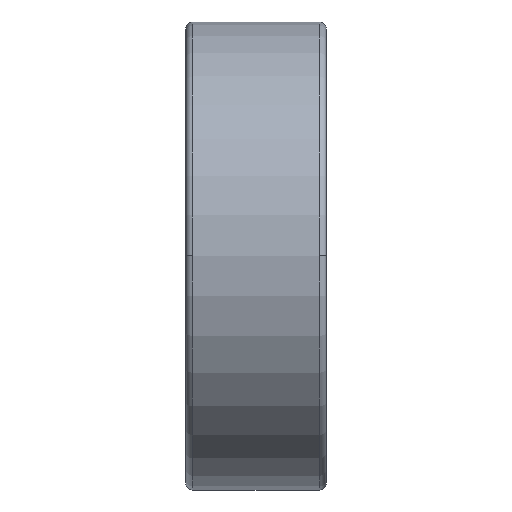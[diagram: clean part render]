
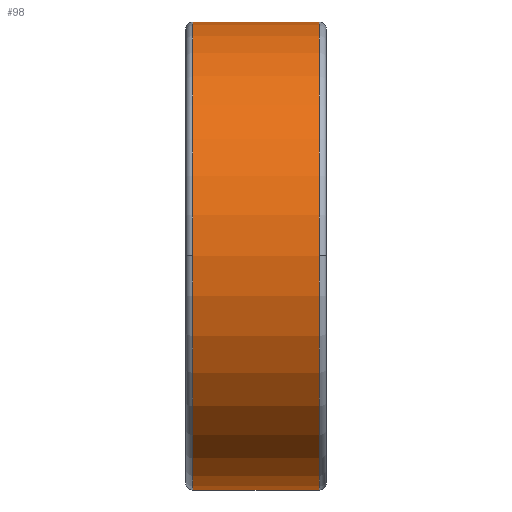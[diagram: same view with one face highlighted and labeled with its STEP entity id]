
A CAD part, top view. The second image highlights one B-rep face of the part: STEP entity #98.
In plain terms, the highlighted cylindrical face has radius 10 mm (diameter 20 mm), a partial arc.
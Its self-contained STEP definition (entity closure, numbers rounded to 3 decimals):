
#98=ADVANCED_FACE('',(#237),#238,.T.);
#237=FACE_OUTER_BOUND('',#499,.T.);
#238=CYLINDRICAL_SURFACE('',#500,10.0);
#499=EDGE_LOOP('',(#883,#884,#885,#886,#887,#888));
#500=AXIS2_PLACEMENT_3D('',#889,#890,#891);
#883=ORIENTED_EDGE('',*,*,#1655,.F.);
#884=ORIENTED_EDGE('',*,*,#1656,.T.);
#885=ORIENTED_EDGE('',*,*,#1657,.T.);
#886=ORIENTED_EDGE('',*,*,#1658,.F.);
#887=ORIENTED_EDGE('',*,*,#1659,.F.);
#888=ORIENTED_EDGE('',*,*,#1651,.F.);
#889=CARTESIAN_POINT('',(3.0,0.0,0.0));
#890=DIRECTION('',(1.0,0.0,0.0));
#891=DIRECTION('',(0.0,1.0,0.0));
#1651=EDGE_CURVE('',#1954,#1956,#1957,.T.);
#1655=EDGE_CURVE('',#1963,#1954,#1964,.T.);
#1656=EDGE_CURVE('',#1963,#1965,#1966,.T.);
#1657=EDGE_CURVE('',#1965,#1967,#1968,.T.);
#1658=EDGE_CURVE('',#1969,#1967,#1970,.T.);
#1659=EDGE_CURVE('',#1956,#1969,#1971,.T.);
#1954=VERTEX_POINT('',#2404);
#1956=VERTEX_POINT('',#2406);
#1957=CIRCLE('',#2407,10.0);
#1963=VERTEX_POINT('',#2413);
#1964=LINE('',#2414,#2415);
#1965=VERTEX_POINT('',#2416);
#1966=CIRCLE('',#2417,10.0);
#1967=VERTEX_POINT('',#2418);
#1968=CIRCLE('',#2419,10.0);
#1969=VERTEX_POINT('',#2420);
#1970=LINE('',#2421,#2422);
#1971=CIRCLE('',#2423,10.0);
#2404=CARTESIAN_POINT('',(5.7,10.0,0.0));
#2406=CARTESIAN_POINT('',(5.7,0.,10.0));
#2407=AXIS2_PLACEMENT_3D('',#3407,#3408,#3409);
#2413=CARTESIAN_POINT('',(0.3,10.0,0.0));
#2414=CARTESIAN_POINT('',(3.0,10.0,0.));
#2415=VECTOR('',#3419,1.0);
#2416=CARTESIAN_POINT('',(0.3,0.,10.0));
#2417=AXIS2_PLACEMENT_3D('',#3420,#3421,#3422);
#2418=CARTESIAN_POINT('',(0.3,-10.0,0.));
#2419=AXIS2_PLACEMENT_3D('',#3423,#3424,#3425);
#2420=CARTESIAN_POINT('',(5.7,-10.0,0.));
#2421=CARTESIAN_POINT('',(3.0,-10.0,0.));
#2422=VECTOR('',#3426,1.0);
#2423=AXIS2_PLACEMENT_3D('',#3427,#3428,#3429);
#3407=CARTESIAN_POINT('',(5.7,0.0,0.0));
#3408=DIRECTION('',(1.0,0.0,0.0));
#3409=DIRECTION('',(0.0,1.0,0.0));
#3419=DIRECTION('',(1.0,0.0,0.0));
#3420=CARTESIAN_POINT('',(0.3,0.0,0.0));
#3421=DIRECTION('',(1.0,0.0,0.0));
#3422=DIRECTION('',(0.0,1.0,0.0));
#3423=CARTESIAN_POINT('',(0.3,0.0,0.0));
#3424=DIRECTION('',(1.0,0.0,0.0));
#3425=DIRECTION('',(0.0,1.0,0.0));
#3426=DIRECTION('',(-1.0,-0.0,-0.0));
#3427=CARTESIAN_POINT('',(5.7,0.0,0.0));
#3428=DIRECTION('',(1.0,0.0,0.0));
#3429=DIRECTION('',(0.0,1.0,0.0));
